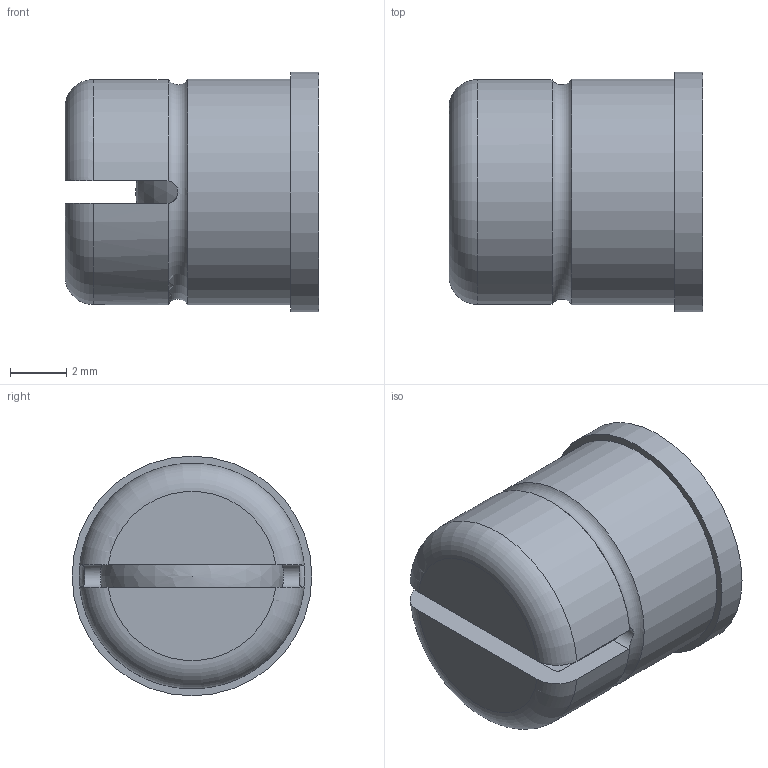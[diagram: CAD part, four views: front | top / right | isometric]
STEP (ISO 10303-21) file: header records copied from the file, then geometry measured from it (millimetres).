
FILE_DESCRIPTION( ( 'STEP AP214' ), '1' );
FILE_NAME( 'K1171.2080.stp', '2020-12-03T11:57:17', ( '' ), ( '' ), ' ', 'PARTsolutions', ' ' );
FILE_SCHEMA( ( 'AUTOMOTIVE_DESIGN { 1 0 10303 214 1 1 1 1 }' ) );
Length unit declared in the file: millimetre
Products named in the file (1): _K1171.2080
Bounding box: 9 x 8.5 x 8.5 mm (x, y, z)
Volume: 316.3 mm3; surface area: 610 mm2
Topology: 1 solids, 1 shells, 23 faces, 63 edges, 42 vertices
Faces by surface type: cylinder 8, plane 8, torus 5, sphere 2
Full cylindrical faces by diameter (mm): 6.48 x2, 8 x1, 8.5 x1
Entity records: 928 total; most frequent: CARTESIAN_POINT 226, DIRECTION 98, ORIENTED_EDGE 98, EDGE_CURVE 49, AXIS2_PLACEMENT_3D 41, VERTEX_POINT 37, EDGE_LOOP 30, FACE_OUTER_BOUND 28
